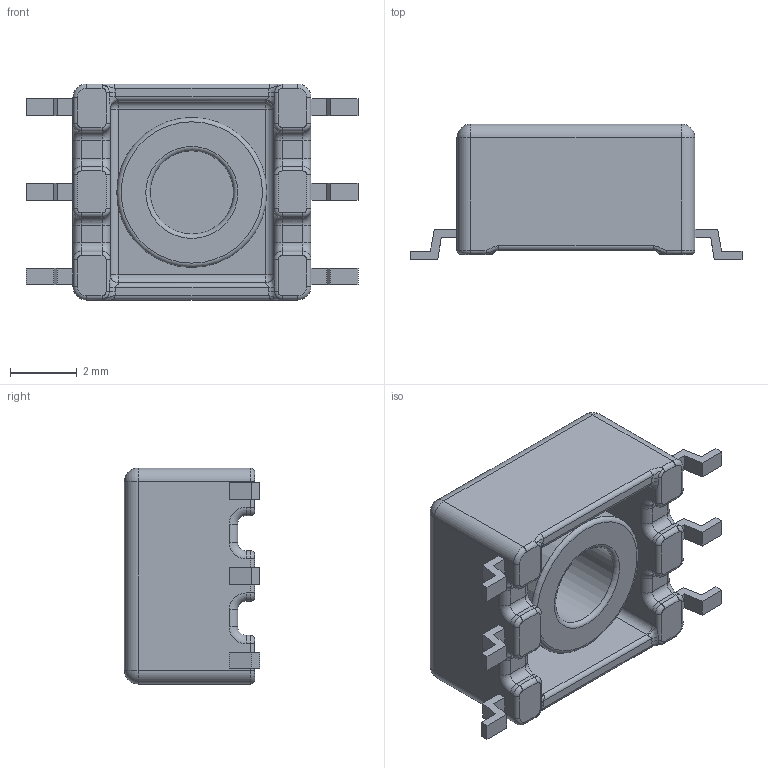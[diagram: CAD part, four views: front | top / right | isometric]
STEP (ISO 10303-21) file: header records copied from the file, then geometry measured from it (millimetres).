
FILE_DESCRIPTION(/* description */ ('Unknown'),/* implementation_level */ '2;1');
FILE_NAME(/* name */ '78931610xxx',/* time_stamp */ '2021-07-07T15:33:12+02:00',/* author */ ('Unknown'),/* organization */ ('Unknown'),/* preprocessor_version */ 'ST-DEVELOPER v16.7',/* originating_system */ 'Solid Edge',/* authorisation */ 'Unknown');
FILE_SCHEMA (('AUTOMOTIVE_DESIGN {1 0 10303 214 3 1 1}'));
Length unit declared in the file: millimetre
Products named in the file (3): 78931610xxx; coil; bobbin
Assembly tree (2 placements, depth 2):
  78931610xxx
    coil
    bobbin
Bounding box: 9.96 x 4.06 x 6.48 mm (x, y, z)
Volume: 110.1 mm3; surface area: 349.1 mm2
Topology: 2 solids, 2 shells, 421 faces, 1024 edges, 636 vertices
Faces by surface type: plane 219, cylinder 83, bspline 59, torus 52, sphere 8
Full cylindrical faces by diameter (mm): 0.8 x1, 2.5 x1, 4.5 x1
Entity records: 17258 total; most frequent: CARTESIAN_POINT 5168, ORIENTED_EDGE 2010, DIRECTION 1643, EDGE_CURVE 1005, VERTEX_POINT 636, AXIS2_PLACEMENT_3D 595, EDGE_LOOP 471, FACE_BOUND 471
